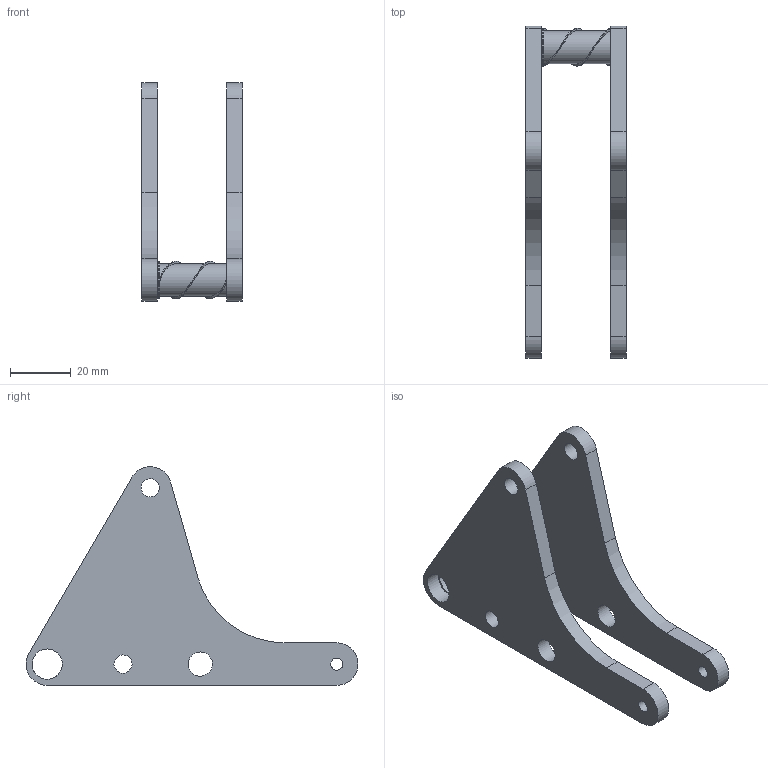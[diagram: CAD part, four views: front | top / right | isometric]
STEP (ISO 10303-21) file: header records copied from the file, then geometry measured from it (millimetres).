
FILE_DESCRIPTION(/* description */ (''),/* implementation_level */ '2;1');
FILE_NAME(/* name */ 'FRONT_SWIMARM.stp',/* time_stamp */ '2019-02-11T22:09:38+08:00',/* author */ ('Administrator'),/* organization */ (''),/* preprocessor_version */ 'ST-DEVELOPER v17',/* originating_system */ 'Autodesk Inventor 2019',/* authorisation */ '');
FILE_SCHEMA (('AUTOMOTIVE_DESIGN { 1 0 10303 214 3 1 1 }'));
Length unit declared in the file: millimetre
Products named in the file (3): Product15; Part1.1.2.6; Part70
Assembly tree (3 placements, depth 2):
  Product15
    Part1.1.2.6  x2
    Part70
Bounding box: 33 x 109.49 x 72.1 mm (x, y, z)
Volume: 34255.8 mm3; surface area: 19521.6 mm2
Topology: 3 solids, 5 shells, 54 faces, 150 edges, 104 vertices
Faces by surface type: cylinder 22, plane 16, bspline 16
Full cylindrical faces by diameter (mm): 4 x2, 6 x4, 8 x2, 10 x3, 10.8 x1, 12.4 x2
Entity records: 2073 total; most frequent: CARTESIAN_POINT 998, ORIENTED_EDGE 186, DIRECTION 179, EDGE_CURVE 101, VERTEX_POINT 68, AXIS2_PLACEMENT_3D 65, EDGE_LOOP 53, LINE 49
